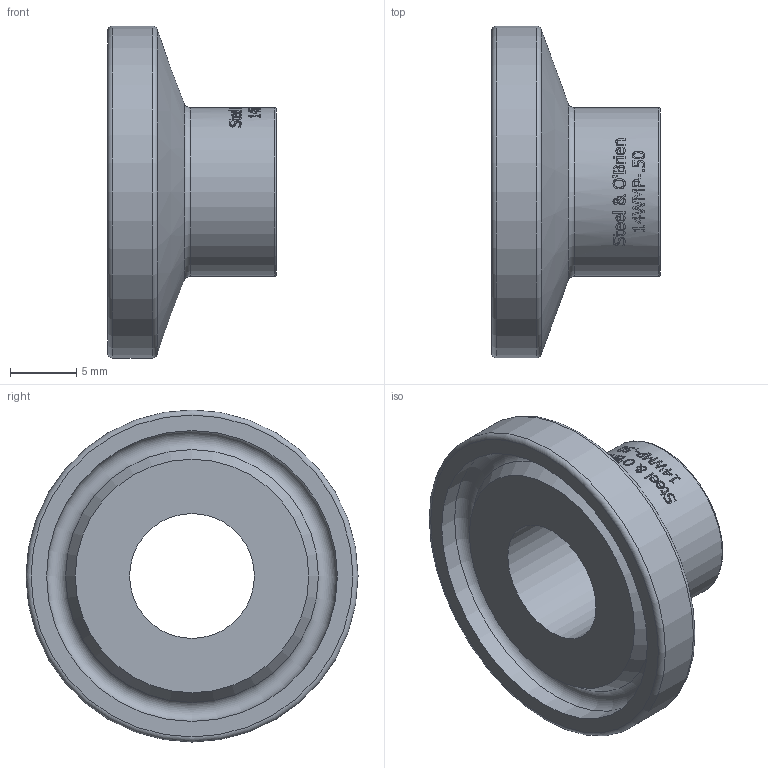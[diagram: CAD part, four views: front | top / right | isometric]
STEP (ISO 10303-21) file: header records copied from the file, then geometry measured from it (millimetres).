
FILE_DESCRIPTION(/* description */ (''),/* implementation_level */ '2;1');
FILE_NAME(/* name */ '14WMP-.50.stp',/* time_stamp */ '2018-11-16T11:31:11-05:00',/* author */ ('ken'),/* organization */ (''),/* preprocessor_version */ 'ST-DEVELOPER v15.2',/* originating_system */ 'Autodesk Inventor 2014',/* authorisation */ '');
FILE_SCHEMA (('AUTOMOTIVE_DESIGN { 1 0 10303 214 3 1 1 }'));
Length unit declared in the file: inch
Products named in the file (1): 14WMP-.50
Bounding box: 12.7 x 24.99 x 24.99 mm (x, y, z)
Volume: 2032.2 mm3; surface area: 1923.2 mm2
Topology: 1 solids, 1 shells, 355 faces, 945 edges, 627 vertices
Faces by surface type: plane 156, bspline 153, cylinder 38, torus 6, cone 2
Full cylindrical faces by diameter (mm): 9.398 x1, 12.7 x1, 21.895 x1, 24.994 x1
Entity records: 13825 total; most frequent: CARTESIAN_POINT 5826, ORIENTED_EDGE 1866, DIRECTION 1232, EDGE_CURVE 933, VERTEX_POINT 627, LINE 428, VECTOR 428, EDGE_LOOP 404
